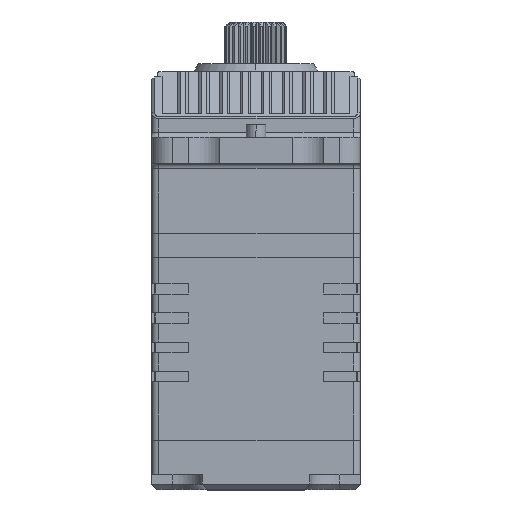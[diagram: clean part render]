
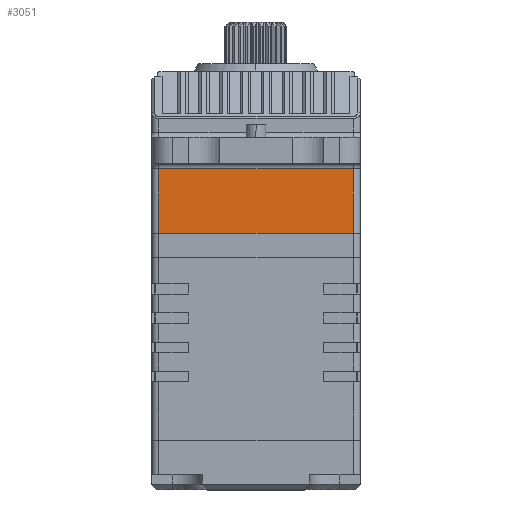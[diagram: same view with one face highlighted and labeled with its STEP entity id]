
A CAD part, top view. The second image highlights one B-rep face of the part: STEP entity #3051.
In plain terms, the highlighted planar face has unit normal (0, 0, 1).
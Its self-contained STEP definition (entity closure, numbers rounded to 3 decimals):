
#416 = CARTESIAN_POINT ( 'NONE',  ( -9.3, -9.2, 29.675 ) ) ;
#2736 = DIRECTION ( 'NONE',  ( 0., 0., -1. ) ) ;
#3051 = ADVANCED_FACE ( 'NONE', ( #18758 ), #3772, .F. ) ;
#3292 = LINE ( 'NONE', #12129, #11473 ) ;
#3596 = VECTOR ( 'NONE', #16469, 1000. ) ;
#3772 = PLANE ( 'NONE',  #18366 ) ;
#4148 = VERTEX_POINT ( 'NONE', #10817 ) ;
#4362 = CARTESIAN_POINT ( 'NONE',  ( 9.3, -9.2, 29.675 ) ) ;
#6602 = CARTESIAN_POINT ( 'NONE',  ( 9.3, -3., 29.675 ) ) ;
#7300 = CARTESIAN_POINT ( 'NONE',  ( 9.3, 6., 29.675 ) ) ;
#7305 = LINE ( 'NONE', #18125, #16978 ) ;
#7392 = EDGE_CURVE ( 'NONE', #4148, #7573, #10403, .T. ) ;
#7573 = VERTEX_POINT ( 'NONE', #6602 ) ;
#7699 = DIRECTION ( 'NONE',  ( -1., 0., 0. ) ) ;
#9350 = DIRECTION ( 'NONE',  ( 0., 1., 0. ) ) ;
#9588 = ORIENTED_EDGE ( 'NONE', *, *, #11102, .F. ) ;
#9674 = CARTESIAN_POINT ( 'NONE',  ( 9.3, -9.2, 29.675 ) ) ;
#10403 = LINE ( 'NONE', #14776, #3596 ) ;
#10782 = LINE ( 'NONE', #4362, #15751 ) ;
#10817 = CARTESIAN_POINT ( 'NONE',  ( -9.3, -3., 29.675 ) ) ;
#11102 = EDGE_CURVE ( 'NONE', #19218, #12010, #10782, .T. ) ;
#11473 = VECTOR ( 'NONE', #9350, 1000. ) ;
#12010 = VERTEX_POINT ( 'NONE', #416 ) ;
#12129 = CARTESIAN_POINT ( 'NONE',  ( 9.3, -9.2, 29.675 ) ) ;
#12714 = DIRECTION ( 'NONE',  ( 0., -1., 0. ) ) ;
#13538 = EDGE_CURVE ( 'NONE', #19218, #7573, #3292, .T. ) ;
#13911 = EDGE_LOOP ( 'NONE', ( #19230, #9588, #15869, #14634 ) ) ;
#14634 = ORIENTED_EDGE ( 'NONE', *, *, #7392, .F. ) ;
#14776 = CARTESIAN_POINT ( 'NONE',  ( -9.3, -3., 29.675 ) ) ;
#15751 = VECTOR ( 'NONE', #7699, 1000. ) ;
#15869 = ORIENTED_EDGE ( 'NONE', *, *, #13538, .T. ) ;
#16469 = DIRECTION ( 'NONE',  ( 1., 0., 0. ) ) ;
#16978 = VECTOR ( 'NONE', #17935, 1000. ) ;
#17385 = EDGE_CURVE ( 'NONE', #4148, #12010, #7305, .T. ) ;
#17935 = DIRECTION ( 'NONE',  ( 0., -1., 0. ) ) ;
#18125 = CARTESIAN_POINT ( 'NONE',  ( -9.3, -3., 29.675 ) ) ;
#18366 = AXIS2_PLACEMENT_3D ( 'NONE', #7300, #2736, #12714 ) ;
#18758 = FACE_OUTER_BOUND ( 'NONE', #13911, .T. ) ;
#19218 = VERTEX_POINT ( 'NONE', #9674 ) ;
#19230 = ORIENTED_EDGE ( 'NONE', *, *, #17385, .T. ) ;
